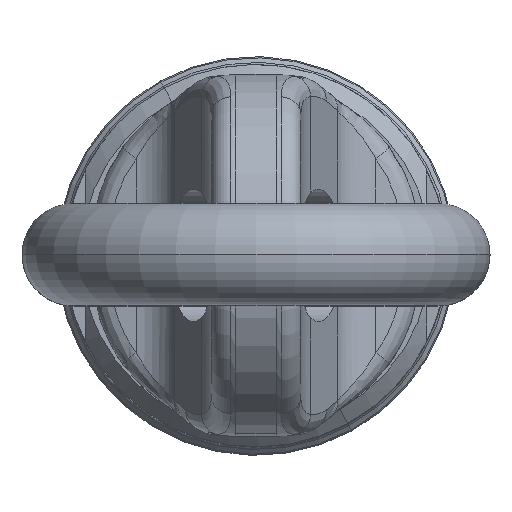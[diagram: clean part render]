
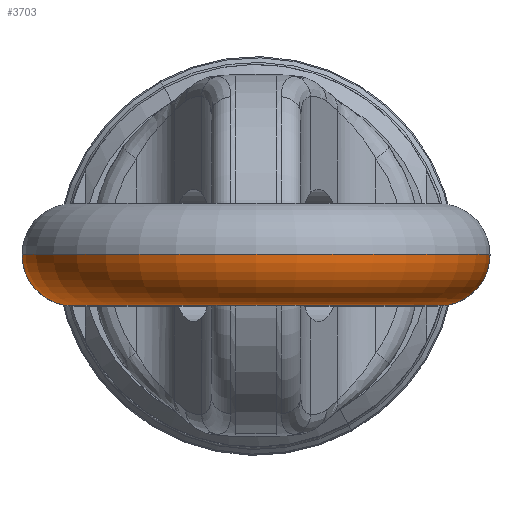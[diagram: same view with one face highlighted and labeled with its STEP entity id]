
A CAD part, top view. The second image highlights one B-rep face of the part: STEP entity #3703.
In plain terms, the highlighted toroidal (fillet/blend) face has major radius 45 mm and minor radius 12.5 mm.
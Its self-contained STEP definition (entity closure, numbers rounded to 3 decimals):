
#3260=CARTESIAN_POINT('Vertex',(45.,-12.5,122.994)) ;
#3318=CARTESIAN_POINT('Axis2P3D Location',(0.,0.,122.994)) ;
#3322=CARTESIAN_POINT('Vertex',(-57.5,0.,122.994)) ;
#3324=CARTESIAN_POINT('Vertex',(57.5,0.,122.994)) ;
#3675=CARTESIAN_POINT('Axis2P3D Location',(0.,0.,122.994)) ;
#3680=CARTESIAN_POINT('Axis2P3D Location',(-45.,0.,122.994)) ;
#3684=CARTESIAN_POINT('Vertex',(-45.,-12.5,122.994)) ;
#3687=CARTESIAN_POINT('Axis2P3D Location',(0.,-12.5,122.994)) ;
#3692=CARTESIAN_POINT('Axis2P3D Location',(45.,0.,122.994)) ;
#3319=DIRECTION('Axis2P3D Direction',(0.,1.,0.)) ;
#3676=DIRECTION('Axis2P3D Direction',(0.,1.,0.)) ;
#3677=DIRECTION('Axis2P3D XDirection',(-1.,0.,0.)) ;
#3681=DIRECTION('Axis2P3D Direction',(0.,0.,-1.)) ;
#3688=DIRECTION('Axis2P3D Direction',(0.,1.,0.)) ;
#3693=DIRECTION('Axis2P3D Direction',(0.,0.,1.)) ;
#3320=AXIS2_PLACEMENT_3D('Circle Axis2P3D',#3318,#3319,$) ;
#3678=AXIS2_PLACEMENT_3D('Torus Axis2P3D',#3675,#3676,#3677) ;
#3682=AXIS2_PLACEMENT_3D('Circle Axis2P3D',#3680,#3681,$) ;
#3689=AXIS2_PLACEMENT_3D('Circle Axis2P3D',#3687,#3688,$) ;
#3694=AXIS2_PLACEMENT_3D('Circle Axis2P3D',#3692,#3693,$) ;
#3698=ORIENTED_EDGE('',*,*,#3326,.F.) ;
#3699=ORIENTED_EDGE('',*,*,#3686,.T.) ;
#3700=ORIENTED_EDGE('',*,*,#3691,.T.) ;
#3701=ORIENTED_EDGE('',*,*,#3696,.F.) ;
#3703=ADVANCED_FACE('YK8216-120\X2\81E5935B7CBE52A05DE5\X0\',(#3702),#3679,.T.) ;
#3321=CIRCLE('generated circle',#3320,57.5) ;
#3683=CIRCLE('generated circle',#3682,12.5) ;
#3690=CIRCLE('generated circle',#3689,45.) ;
#3695=CIRCLE('generated circle',#3694,12.5) ;
#3679=TOROIDAL_SURFACE('homeo Torus',#3678,45.,12.5) ;
#3326=EDGE_CURVE('',#3323,#3325,#3321,.T.) ;
#3686=EDGE_CURVE('',#3323,#3685,#3683,.F.) ;
#3691=EDGE_CURVE('',#3685,#3261,#3690,.T.) ;
#3696=EDGE_CURVE('',#3325,#3261,#3695,.F.) ;
#3697=EDGE_LOOP('',(#3698,#3699,#3700,#3701)) ;
#3702=FACE_OUTER_BOUND('',#3697,.T.) ;
#3261=VERTEX_POINT('',#3260) ;
#3323=VERTEX_POINT('',#3322) ;
#3325=VERTEX_POINT('',#3324) ;
#3685=VERTEX_POINT('',#3684) ;
